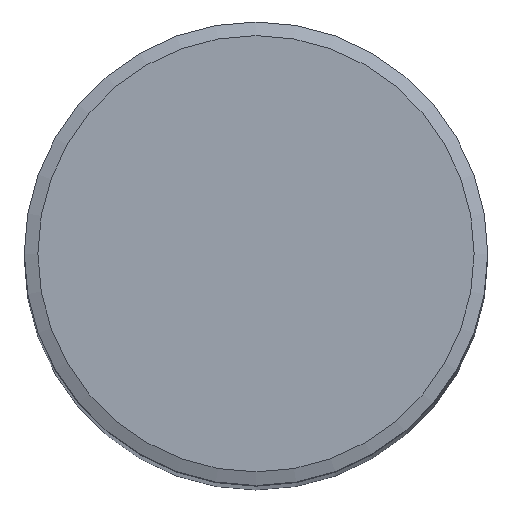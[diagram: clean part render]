
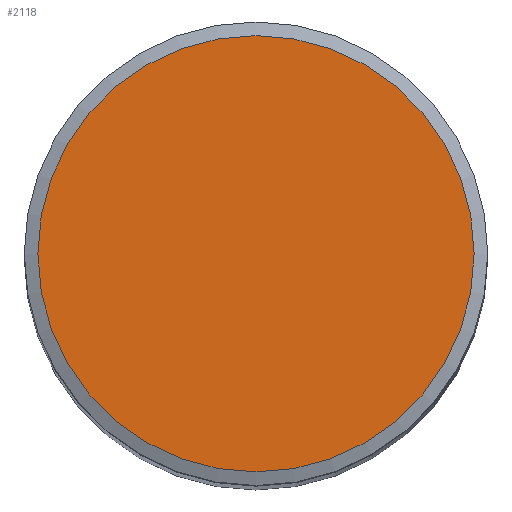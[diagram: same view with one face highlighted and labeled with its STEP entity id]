
A CAD part, top view. The second image highlights one B-rep face of the part: STEP entity #2118.
In plain terms, the highlighted planar face has unit normal (0, 0, 1).
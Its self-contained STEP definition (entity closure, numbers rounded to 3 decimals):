
#538=ORIENTED_EDGE('',*,*,#1168,.T.);
#1168=EDGE_CURVE('',#1487,#1487,#1676,.T.);
#1487=VERTEX_POINT('',#3580);
#1676=CIRCLE('',#2361,80.);
#1777=EDGE_LOOP('',(#538));
#1935=FACE_BOUND('',#1777,.T.);
#2070=PLANE('',#2362);
#2118=ADVANCED_FACE('',(#1935),#2070,.F.);
#2361=AXIS2_PLACEMENT_3D('',#3579,#2807,#2808);
#2362=AXIS2_PLACEMENT_3D('',#3581,#2809,#2810);
#2807=DIRECTION('',(0.,0.,1.));
#2808=DIRECTION('',(1.,0.,0.));
#2809=DIRECTION('',(0.,0.,-1.));
#2810=DIRECTION('',(-1.,0.,0.));
#3579=CARTESIAN_POINT('',(0.,0.,940.));
#3580=CARTESIAN_POINT('',(80.,0.,940.));
#3581=CARTESIAN_POINT('',(80.,0.,940.));
